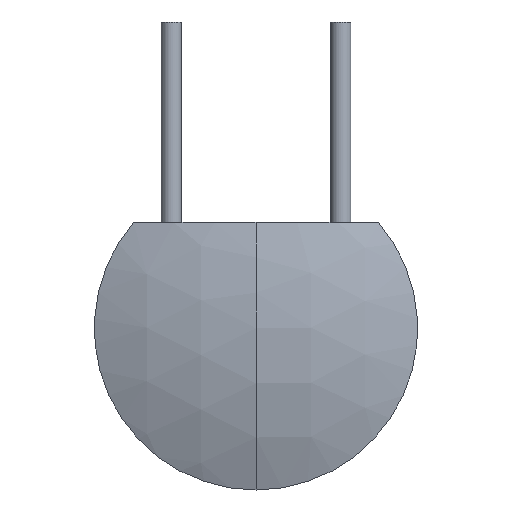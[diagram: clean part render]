
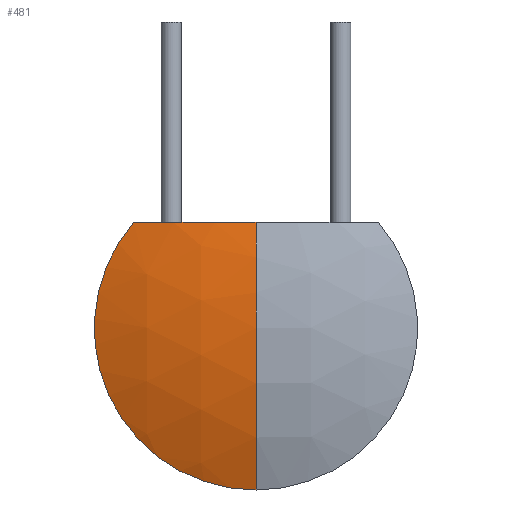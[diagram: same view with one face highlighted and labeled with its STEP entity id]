
A CAD part, front view. The second image highlights one B-rep face of the part: STEP entity #481.
In plain terms, the highlighted spherical face has radius 6.5 mm.
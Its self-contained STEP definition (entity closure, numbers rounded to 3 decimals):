
#17 = CIRCLE ( 'NONE', #76, 2.42 ) ;
#21 = AXIS2_PLACEMENT_3D ( 'NONE', #222, #224, #229 ) ;
#43 = CIRCLE ( 'NONE', #53, 6.304 ) ;
#53 = AXIS2_PLACEMENT_3D ( 'NONE', #268, #267, #266 ) ;
#67 = CIRCLE ( 'NONE', #71, 6.5 ) ;
#71 = AXIS2_PLACEMENT_3D ( 'NONE', #228, #227, #226 ) ;
#72 = AXIS2_PLACEMENT_3D ( 'NONE', #205, #204, #203 ) ;
#76 = AXIS2_PLACEMENT_3D ( 'NONE', #160, #152, #154 ) ;
#89 = CIRCLE ( 'NONE', #72, 6.5 ) ;
#100 = CARTESIAN_POINT ( 'NONE',  ( 0., -0.033, -2.42 ) ) ;
#152 = DIRECTION ( 'NONE',  ( 0., -1., 0. ) ) ;
#154 = DIRECTION ( 'NONE',  ( 0., 0., -1. ) ) ;
#160 = CARTESIAN_POINT ( 'NONE',  ( 0., -0.033, 0. ) ) ;
#203 = DIRECTION ( 'NONE',  ( 0., 0., -1. ) ) ;
#204 = DIRECTION ( 'NONE',  ( 1., 0., 0. ) ) ;
#205 = CARTESIAN_POINT ( 'NONE',  ( 0., 6., 0. ) ) ;
#222 = CARTESIAN_POINT ( 'NONE',  ( 0., 6., 0. ) ) ;
#224 = DIRECTION ( 'NONE',  ( -1., 0., 0. ) ) ;
#226 = DIRECTION ( 'NONE',  ( 0., 0., 1. ) ) ;
#227 = DIRECTION ( 'NONE',  ( -1., 0., 0. ) ) ;
#228 = CARTESIAN_POINT ( 'NONE',  ( 0., 6., 0. ) ) ;
#229 = DIRECTION ( 'NONE',  ( 0., 0., 1. ) ) ;
#243 = CARTESIAN_POINT ( 'NONE',  ( 0., -0.5, 0. ) ) ;
#266 = DIRECTION ( 'NONE',  ( -1., 0., 0. ) ) ;
#267 = DIRECTION ( 'NONE',  ( 0., 0., 1. ) ) ;
#268 = CARTESIAN_POINT ( 'NONE',  ( 0., 6., 1.583 ) ) ;
#275 = CARTESIAN_POINT ( 'NONE',  ( 0., -0.304, 1.583 ) ) ;
#277 = CARTESIAN_POINT ( 'NONE',  ( -1.83, -0.033, 1.583 ) ) ;
#314 = EDGE_LOOP ( 'NONE', ( #383, #380, #381, #379 ) ) ;
#346 = VERTEX_POINT ( 'NONE', #100 ) ;
#379 = ORIENTED_EDGE ( 'NONE', *, *, #458, .F. ) ;
#380 = ORIENTED_EDGE ( 'NONE', *, *, #482, .T. ) ;
#381 = ORIENTED_EDGE ( 'NONE', *, *, #489, .F. ) ;
#383 = ORIENTED_EDGE ( 'NONE', *, *, #500, .T. ) ;
#396 = VERTEX_POINT ( 'NONE', #277 ) ;
#401 = VERTEX_POINT ( 'NONE', #275 ) ;
#411 = VERTEX_POINT ( 'NONE', #243 ) ;
#428 = FACE_OUTER_BOUND ( 'NONE', #314, .T. ) ;
#432 = SPHERICAL_SURFACE ( 'NONE', #21, 6.5 ) ;
#458 = EDGE_CURVE ( 'NONE', #396, #401, #43, .T. ) ;
#481 = ADVANCED_FACE ( 'NONE', ( #428 ), #432, .T. ) ;
#482 = EDGE_CURVE ( 'NONE', #346, #411, #67, .T. ) ;
#489 = EDGE_CURVE ( 'NONE', #401, #411, #89, .T. ) ;
#500 = EDGE_CURVE ( 'NONE', #396, #346, #17, .T. ) ;
